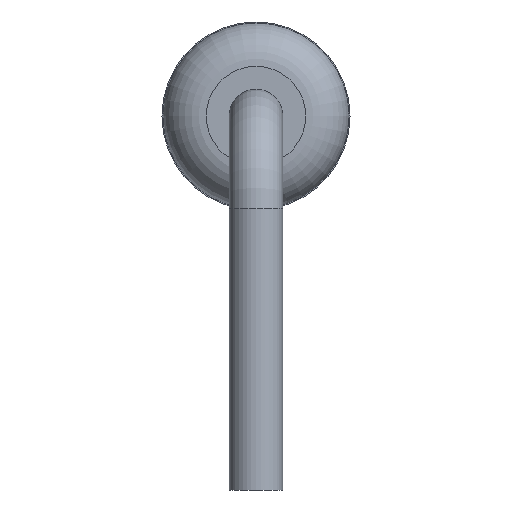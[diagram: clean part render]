
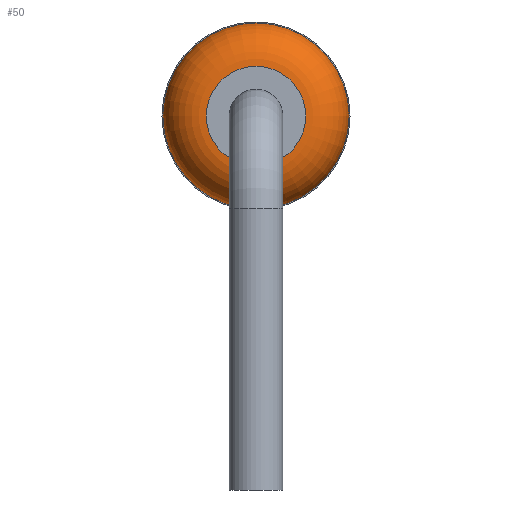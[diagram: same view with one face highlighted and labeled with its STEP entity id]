
A CAD part, left-side view. The second image highlights one B-rep face of the part: STEP entity #50.
In plain terms, the highlighted toroidal (fillet/blend) face has major radius 0.46 mm and minor radius 0.4 mm.
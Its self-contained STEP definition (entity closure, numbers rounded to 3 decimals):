
#22 = VERTEX_POINT('',#23);
#23 = CARTESIAN_POINT('',(-1.503,0.,0.14));
#39 = EDGE_CURVE('',#22,#22,#40,.T.);
#40 = CIRCLE('',#41,0.86);
#41 = AXIS2_PLACEMENT_3D('',#42,#43,#44);
#42 = CARTESIAN_POINT('',(-1.503,0.,1.));
#43 = DIRECTION('',(1.,0.,0.));
#44 = DIRECTION('',(0.,0.,-1.));
#50 = ADVANCED_FACE('',(#51),#71,.T.);
#51 = FACE_BOUND('',#52,.T.);
#52 = EDGE_LOOP('',(#53,#62,#69,#70));
#53 = ORIENTED_EDGE('',*,*,#54,.T.);
#54 = EDGE_CURVE('',#55,#55,#57,.T.);
#55 = VERTEX_POINT('',#56);
#56 = CARTESIAN_POINT('',(-1.903,0.,0.54));
#57 = CIRCLE('',#58,0.46);
#58 = AXIS2_PLACEMENT_3D('',#59,#60,#61);
#59 = CARTESIAN_POINT('',(-1.903,0.,1.));
#60 = DIRECTION('',(1.,0.,0.));
#61 = DIRECTION('',(0.,0.,-1.));
#62 = ORIENTED_EDGE('',*,*,#63,.F.);
#63 = EDGE_CURVE('',#22,#55,#64,.T.);
#64 = CIRCLE('',#65,0.4);
#65 = AXIS2_PLACEMENT_3D('',#66,#67,#68);
#66 = CARTESIAN_POINT('',(-1.503,0.,0.54));
#67 = DIRECTION('',(0.,1.,0.));
#68 = DIRECTION('',(0.,0.,-1.));
#69 = ORIENTED_EDGE('',*,*,#39,.F.);
#70 = ORIENTED_EDGE('',*,*,#63,.T.);
#71 = TOROIDAL_SURFACE('',#72,0.46,0.4);
#72 = AXIS2_PLACEMENT_3D('',#73,#74,#75);
#73 = CARTESIAN_POINT('',(-1.503,0.,1.));
#74 = DIRECTION('',(-1.,0.,0.));
#75 = DIRECTION('',(0.,0.,-1.));
